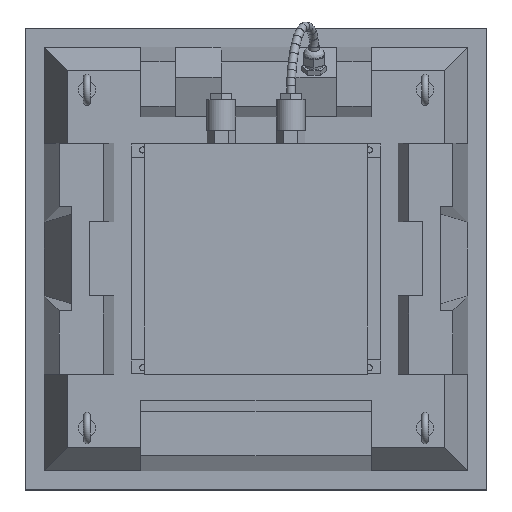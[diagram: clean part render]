
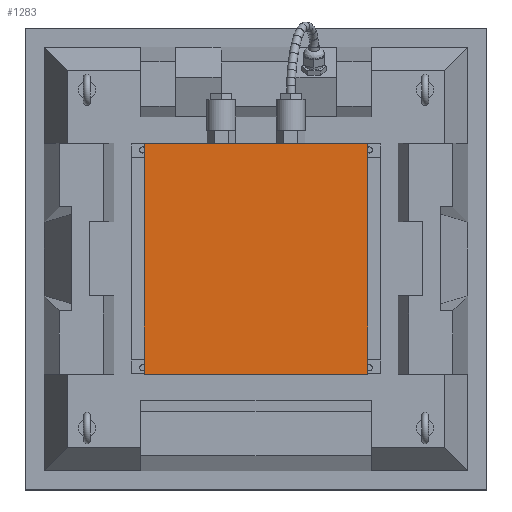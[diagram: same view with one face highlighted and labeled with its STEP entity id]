
A CAD part, top view. The second image highlights one B-rep face of the part: STEP entity #1283.
In plain terms, the highlighted planar face has unit normal (0, 0, 1).
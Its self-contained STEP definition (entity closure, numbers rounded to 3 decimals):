
#165=LINE('',#5994,#605);
#168=LINE('',#6000,#608);
#171=LINE('',#6006,#611);
#174=LINE('',#6011,#614);
#605=VECTOR('',#4712,1.);
#608=VECTOR('',#4717,1.);
#611=VECTOR('',#4722,1.);
#614=VECTOR('',#4727,1.);
#1283=ADVANCED_FACE('',(#1673),#1486,.F.);
#1486=PLANE('',#4159);
#1673=FACE_OUTER_BOUND('',#1923,.T.);
#1923=EDGE_LOOP('',(#2505,#2506,#2507,#2508));
#2505=ORIENTED_EDGE('',*,*,#3676,.F.);
#2506=ORIENTED_EDGE('',*,*,#3685,.F.);
#2507=ORIENTED_EDGE('',*,*,#3682,.F.);
#2508=ORIENTED_EDGE('',*,*,#3679,.F.);
#3278=VERTEX_POINT('',#5993);
#3279=VERTEX_POINT('',#5995);
#3281=VERTEX_POINT('',#6001);
#3283=VERTEX_POINT('',#6007);
#3676=EDGE_CURVE('',#3278,#3279,#165,.T.);
#3679=EDGE_CURVE('',#3279,#3281,#168,.T.);
#3682=EDGE_CURVE('',#3281,#3283,#171,.T.);
#3685=EDGE_CURVE('',#3283,#3278,#174,.T.);
#4159=AXIS2_PLACEMENT_3D('',#6013,#4730,#4731);
#4712=DIRECTION('',(0.,-1.,0.));
#4717=DIRECTION('',(-1.,0.,0.));
#4722=DIRECTION('',(0.,1.,0.));
#4727=DIRECTION('',(1.,0.,0.));
#4730=DIRECTION('',(0.,0.,-1.));
#4731=DIRECTION('',(-1.,0.,0.));
#5993=CARTESIAN_POINT('',(128.,132.5,-75.));
#5994=CARTESIAN_POINT('',(128.,132.5,-75.));
#5995=CARTESIAN_POINT('',(128.,-132.5,-75.));
#6000=CARTESIAN_POINT('',(128.,-132.5,-75.));
#6001=CARTESIAN_POINT('',(-128.,-132.5,-75.));
#6006=CARTESIAN_POINT('',(-128.,-132.5,-75.));
#6007=CARTESIAN_POINT('',(-128.,132.5,-75.));
#6011=CARTESIAN_POINT('',(-128.,132.5,-75.));
#6013=CARTESIAN_POINT('',(0.,0.,-75.));
